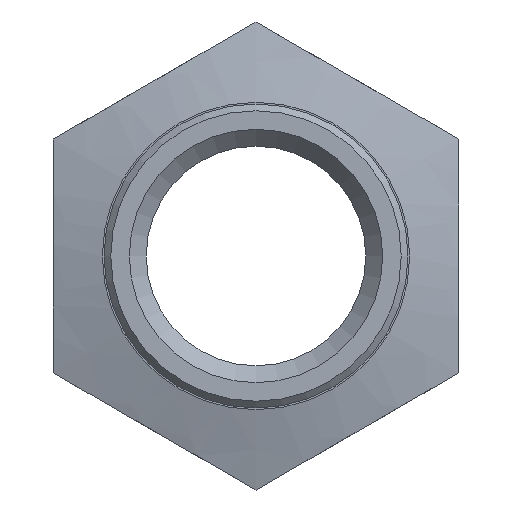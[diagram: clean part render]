
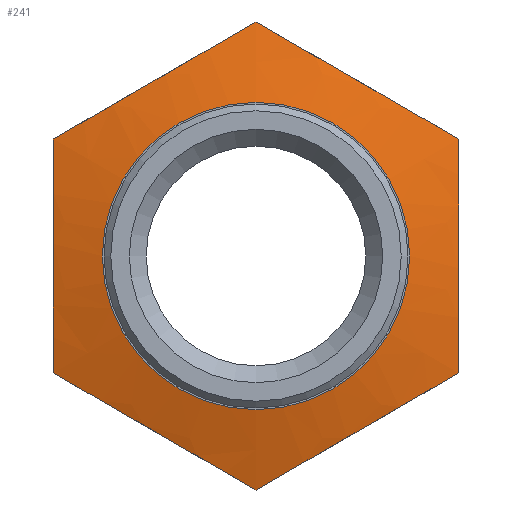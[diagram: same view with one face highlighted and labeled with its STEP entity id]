
A CAD part, left-side view. The second image highlights one B-rep face of the part: STEP entity #241.
In plain terms, the highlighted conical face has half-angle 75 degrees and reference radius 11.478 mm.
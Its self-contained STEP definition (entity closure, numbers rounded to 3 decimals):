
#17=FACE_BOUND($,#69,.T.);
#31=CIRCLE($,#263,9.1);
#42=CONICAL_SURFACE($,#262,11.478,75.);
#52=FACE_OUTER_BOUND($,#68,.T.);
#68=EDGE_LOOP($,(#189));
#69=EDGE_LOOP($,(#190,#191,#192,#193,#194,#195));
#106=(
BOUNDED_CURVE()
B_SPLINE_CURVE(2,(#362,#363,#364),.UNSPECIFIED.,.F.,.F.)
B_SPLINE_CURVE_WITH_KNOTS((3,3),(0.,1.389),.UNSPECIFIED.)
CURVE()
GEOMETRIC_REPRESENTATION_ITEM()
RATIONAL_B_SPLINE_CURVE((1.,1.155,1.))
REPRESENTATION_ITEM($)
);
#108=(
BOUNDED_CURVE()
B_SPLINE_CURVE(2,(#373,#374,#375),.UNSPECIFIED.,.F.,.F.)
B_SPLINE_CURVE_WITH_KNOTS((3,3),(0.,1.389),.UNSPECIFIED.)
CURVE()
GEOMETRIC_REPRESENTATION_ITEM()
RATIONAL_B_SPLINE_CURVE((1.,1.155,1.))
REPRESENTATION_ITEM($)
);
#110=(
BOUNDED_CURVE()
B_SPLINE_CURVE(2,(#383,#384,#385),.UNSPECIFIED.,.F.,.F.)
B_SPLINE_CURVE_WITH_KNOTS((3,3),(0.,1.389),.UNSPECIFIED.)
CURVE()
GEOMETRIC_REPRESENTATION_ITEM()
RATIONAL_B_SPLINE_CURVE((1.,1.155,1.))
REPRESENTATION_ITEM($)
);
#112=(
BOUNDED_CURVE()
B_SPLINE_CURVE(2,(#393,#394,#395),.UNSPECIFIED.,.F.,.F.)
B_SPLINE_CURVE_WITH_KNOTS((3,3),(0.,1.389),.UNSPECIFIED.)
CURVE()
GEOMETRIC_REPRESENTATION_ITEM()
RATIONAL_B_SPLINE_CURVE((1.,1.155,1.))
REPRESENTATION_ITEM($)
);
#114=(
BOUNDED_CURVE()
B_SPLINE_CURVE(2,(#403,#404,#405),.UNSPECIFIED.,.F.,.F.)
B_SPLINE_CURVE_WITH_KNOTS((3,3),(0.,1.389),.UNSPECIFIED.)
CURVE()
GEOMETRIC_REPRESENTATION_ITEM()
RATIONAL_B_SPLINE_CURVE((1.,1.155,1.))
REPRESENTATION_ITEM($)
);
#115=(
BOUNDED_CURVE()
B_SPLINE_CURVE(2,(#409,#410,#411),.UNSPECIFIED.,.F.,.F.)
B_SPLINE_CURVE_WITH_KNOTS((3,3),(0.,1.389),.UNSPECIFIED.)
CURVE()
GEOMETRIC_REPRESENTATION_ITEM()
RATIONAL_B_SPLINE_CURVE((1.,1.155,1.))
REPRESENTATION_ITEM($)
);
#119=VERTEX_POINT($,#359);
#120=VERTEX_POINT($,#361);
#122=VERTEX_POINT($,#371);
#124=VERTEX_POINT($,#381);
#126=VERTEX_POINT($,#391);
#128=VERTEX_POINT($,#401);
#129=VERTEX_POINT($,#407);
#142=EDGE_CURVE($,#120,#119,#106,.T.);
#146=EDGE_CURVE($,#119,#122,#108,.T.);
#149=EDGE_CURVE($,#122,#124,#110,.T.);
#152=EDGE_CURVE($,#124,#126,#112,.T.);
#155=EDGE_CURVE($,#126,#128,#114,.T.);
#156=EDGE_CURVE($,#129,#129,#31,.T.);
#157=EDGE_CURVE($,#128,#120,#115,.T.);
#189=ORIENTED_EDGE($,*,*,#156,.F.);
#190=ORIENTED_EDGE($,*,*,#142,.T.);
#191=ORIENTED_EDGE($,*,*,#146,.T.);
#192=ORIENTED_EDGE($,*,*,#149,.T.);
#193=ORIENTED_EDGE($,*,*,#152,.T.);
#194=ORIENTED_EDGE($,*,*,#155,.T.);
#195=ORIENTED_EDGE($,*,*,#157,.T.);
#241=ADVANCED_FACE($,(#52,#17),#42,.T.);
#262=AXIS2_PLACEMENT_3D($,#406,#304,#305);
#263=AXIS2_PLACEMENT_3D($,#408,#306,#307);
#304=DIRECTION('center_axis',(1.,0.,0.));
#305=DIRECTION('ref_axis',(0.,0.866,0.5));
#306=DIRECTION('center_axis',(-1.,0.,0.));
#307=DIRECTION('ref_axis',(0.,0.866,-0.5));
#359=CARTESIAN_POINT('',(35.274,0.,-13.856));
#361=CARTESIAN_POINT('',(35.274,12.,-6.928));
#362=CARTESIAN_POINT('Ctrl Pts',(35.274,12.,-6.928));
#363=CARTESIAN_POINT('Ctrl Pts',(34.346,6.,-10.392));
#364=CARTESIAN_POINT('Ctrl Pts',(35.274,0.,
-13.856));
#371=CARTESIAN_POINT('',(35.274,-12.,-6.928));
#373=CARTESIAN_POINT('Ctrl Pts',(35.274,0.,
-13.856));
#374=CARTESIAN_POINT('Ctrl Pts',(34.346,-6.,-10.392));
#375=CARTESIAN_POINT('Ctrl Pts',(35.274,-12.,-6.928));
#381=CARTESIAN_POINT('',(35.274,-12.,6.928));
#383=CARTESIAN_POINT('Ctrl Pts',(35.274,-12.,-6.928));
#384=CARTESIAN_POINT('Ctrl Pts',(34.346,-12.,0.));
#385=CARTESIAN_POINT('Ctrl Pts',(35.274,-12.,6.928));
#391=CARTESIAN_POINT('',(35.274,0.,13.856));
#393=CARTESIAN_POINT('Ctrl Pts',(35.274,-12.,6.928));
#394=CARTESIAN_POINT('Ctrl Pts',(34.346,-6.,10.392));
#395=CARTESIAN_POINT('Ctrl Pts',(35.274,0.,13.856));
#401=CARTESIAN_POINT('',(35.274,12.,6.928));
#403=CARTESIAN_POINT('Ctrl Pts',(35.274,0.,
13.856));
#404=CARTESIAN_POINT('Ctrl Pts',(34.346,6.,10.392));
#405=CARTESIAN_POINT('Ctrl Pts',(35.274,12.,6.928));
#406=CARTESIAN_POINT('Origin',(34.637,0.,0.));
#407=CARTESIAN_POINT('',(34.,7.881,-4.55));
#408=CARTESIAN_POINT('Origin',(34.,0.,0.));
#409=CARTESIAN_POINT('Ctrl Pts',(35.274,12.,6.928));
#410=CARTESIAN_POINT('Ctrl Pts',(34.346,12.,0.));
#411=CARTESIAN_POINT('Ctrl Pts',(35.274,12.,-6.928));
